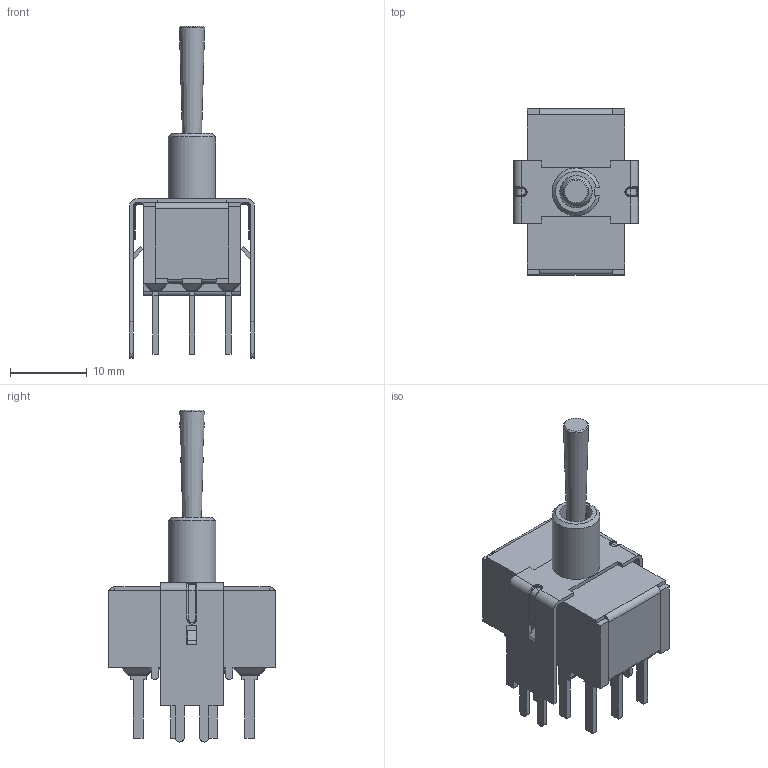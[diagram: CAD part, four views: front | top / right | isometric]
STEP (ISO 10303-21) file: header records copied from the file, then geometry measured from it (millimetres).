
FILE_DESCRIPTION(/* description */ (''),/* implementation_level */ '2;1');
FILE_NAME(/* name */ '1004PxT3B2VS3xE.stp',/* time_stamp */ '2026-01-16T17:55:43-06:00',/* author */ ('jmeyers'),/* organization */ (''),/* preprocessor_version */ 'ST-DEVELOPER v18.1',/* originating_system */ 'Autodesk Inventor 2022',/* authorisation */ '');
FILE_SCHEMA (('AUTOMOTIVE_DESIGN { 1 0 10303 214 3 1 1 }'));
Length unit declared in the file: inch
Products named in the file (1): Part141
Bounding box: 16.26 x 21.59 x 43.16 mm (x, y, z)
Volume: 3589.3 mm3; surface area: 2995 mm2
Topology: 2 solids, 2 shells, 620 faces, 1596 edges, 947 vertices
Faces by surface type: plane 363, cylinder 172, sphere 50, torus 32, cone 3
Full cylindrical faces by diameter (mm): 4.2 x2
Entity records: 18192 total; most frequent: DIRECTION 3204, CARTESIAN_POINT 3119, ORIENTED_EDGE 3094, EDGE_CURVE 1547, LINE 1128, VECTOR 1128, AXIS2_PLACEMENT_3D 1038, VERTEX_POINT 947
